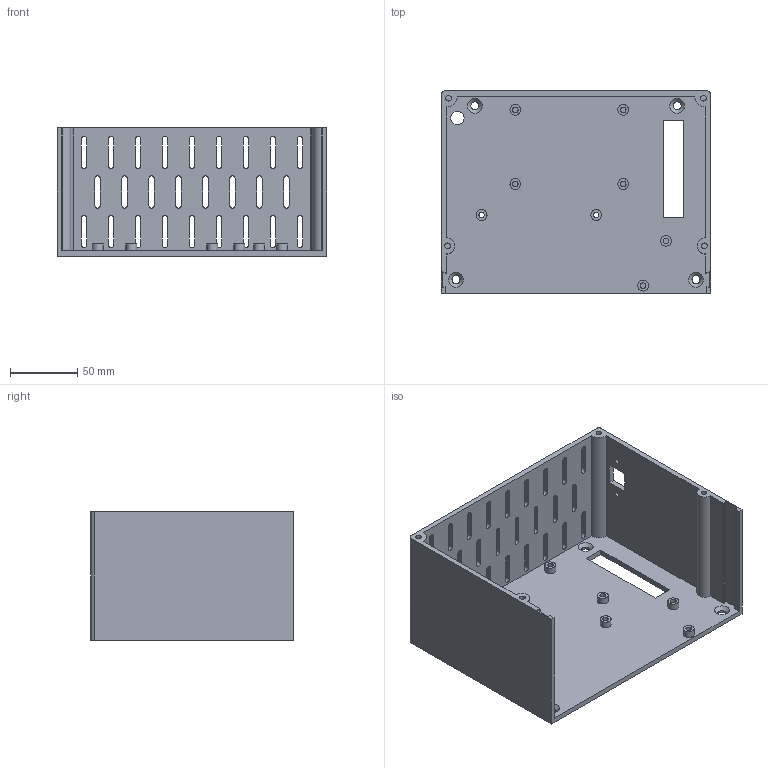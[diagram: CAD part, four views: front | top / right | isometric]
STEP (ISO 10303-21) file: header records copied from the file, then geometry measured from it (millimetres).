
FILE_DESCRIPTION(('FreeCAD Model'),'2;1');
FILE_NAME('Open CASCADE Shape Model','2023-05-13T15:46:47',(''),(''), 'Open CASCADE STEP processor 7.6','FreeCAD','Unknown');
FILE_SCHEMA(('AUTOMOTIVE_DESIGN { 1 0 10303 214 1 1 1 1 }'));
Length unit declared in the file: millimetre
Products named in the file (1): Body
Bounding box: 200 x 150 x 95 mm (x, y, z)
Volume: 296070 mm3; surface area: 155756.2 mm2
Topology: 1 solids, 1 shells, 189 faces, 503 edges, 334 vertices
Faces by surface type: plane 100, cylinder 85, cone 4
Full cylindrical faces by diameter (mm): 3.5 x2, 4 x2, 4.2 x10, 6 x4, 8 x8, 10 x1
Entity records: 6089 total; most frequent: DIRECTION 1057, CARTESIAN_POINT 1027, ORIENTED_EDGE 1006, EDGE_CURVE 503, AXIS2_PLACEMENT_3D 364, VERTEX_POINT 334, LINE 329, VECTOR 329
